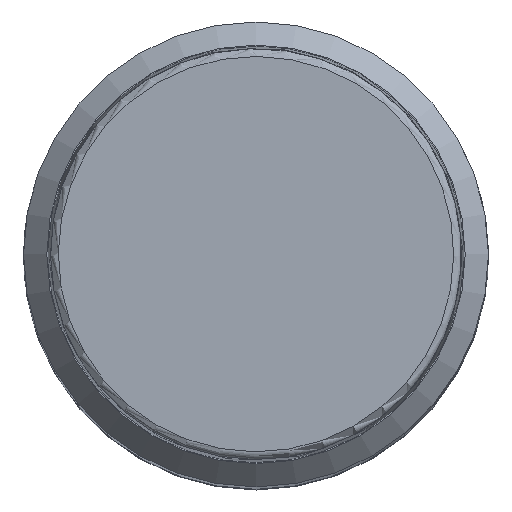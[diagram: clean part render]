
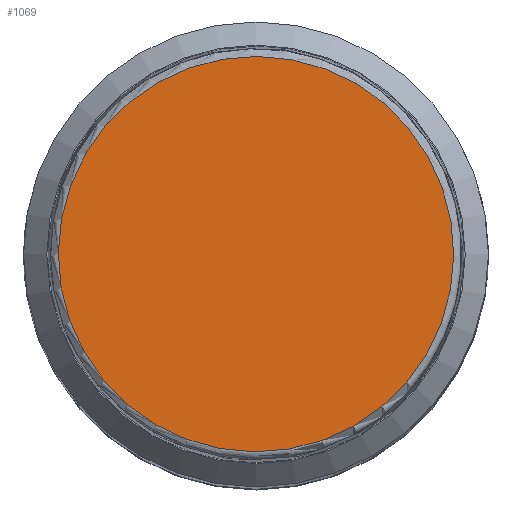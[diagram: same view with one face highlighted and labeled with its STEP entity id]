
A CAD part, top view. The second image highlights one B-rep face of the part: STEP entity #1069.
In plain terms, the highlighted planar face has unit normal (0, 0, 1).
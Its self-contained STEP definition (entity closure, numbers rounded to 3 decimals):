
#247=FACE_OUTER_BOUND('',#315,.T.);
#315=EDGE_LOOP('',(#836));
#378=CIRCLE('',#1162,5.103);
#469=VERTEX_POINT('',#2048);
#629=EDGE_CURVE('',#469,#469,#378,.T.);
#836=ORIENTED_EDGE('',*,*,#629,.T.);
#988=PLANE('',#1161);
#1069=ADVANCED_FACE('',(#247),#988,.F.);
#1161=AXIS2_PLACEMENT_3D('',#2047,#1358,#1359);
#1162=AXIS2_PLACEMENT_3D('',#2049,#1360,#1361);
#1358=DIRECTION('center_axis',(0.,0.,-1.));
#1359=DIRECTION('ref_axis',(0.,-1.,0.));
#1360=DIRECTION('center_axis',(0.,0.,1.));
#1361=DIRECTION('ref_axis',(-0.008,-1.,0.));
#2047=CARTESIAN_POINT('Origin',(0.,0.,53.2));
#2048=CARTESIAN_POINT('',(-0.039,-5.103,53.2));
#2049=CARTESIAN_POINT('Origin',(0.,0.,53.2));
